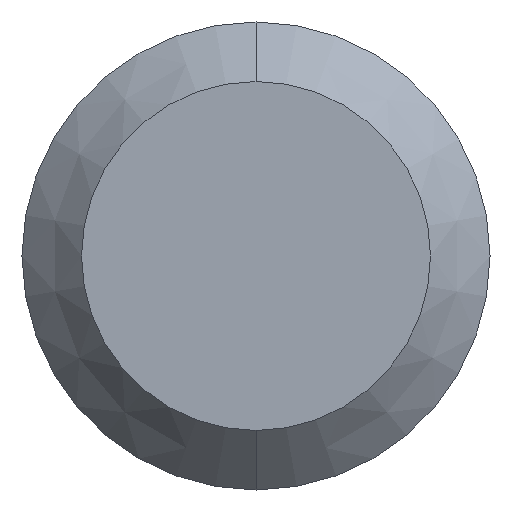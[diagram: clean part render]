
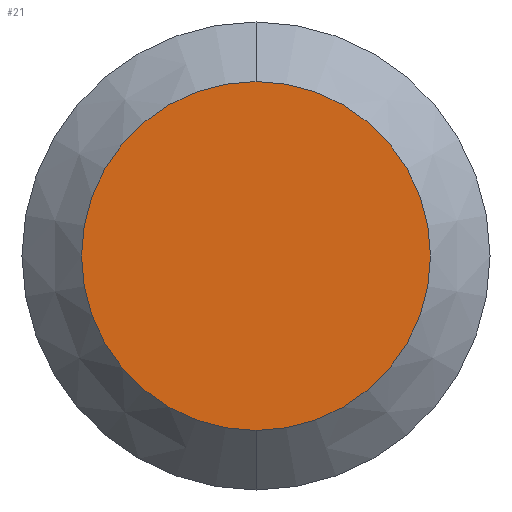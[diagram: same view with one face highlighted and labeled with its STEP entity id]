
A CAD part, front view. The second image highlights one B-rep face of the part: STEP entity #21.
In plain terms, the highlighted planar face has unit normal (0, -1, 0).
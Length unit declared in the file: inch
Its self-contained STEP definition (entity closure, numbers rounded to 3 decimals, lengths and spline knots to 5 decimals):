
#9 = CARTESIAN_POINT ( 'NONE',  ( 0., 0., 0.05859 ) ) ;
#21 = ADVANCED_FACE ( 'NONE', ( #86 ), #97, .F. ) ;
#26 = DIRECTION ( 'NONE',  ( 0., -1., 0. ) ) ;
#39 = DIRECTION ( 'NONE',  ( 0., 0., 1. ) ) ;
#41 = DIRECTION ( 'NONE',  ( 0., -1., 0. ) ) ;
#57 = CARTESIAN_POINT ( 'NONE',  ( 0., 0., 0. ) ) ;
#66 = CARTESIAN_POINT ( 'NONE',  ( 0., 0., 0. ) ) ;
#71 = EDGE_CURVE ( 'NONE', #232, #134, #264, .T. ) ;
#86 = FACE_OUTER_BOUND ( 'NONE', #254, .T. ) ;
#89 = CARTESIAN_POINT ( 'NONE',  ( 0., 0., -0.05859 ) ) ;
#97 = PLANE ( 'NONE',  #189 ) ;
#117 = EDGE_CURVE ( 'NONE', #134, #232, #169, .T. ) ;
#134 = VERTEX_POINT ( 'NONE', #89 ) ;
#142 = AXIS2_PLACEMENT_3D ( 'NONE', #66, #26, #234 ) ;
#151 = DIRECTION ( 'NONE',  ( 0., 0., 1. ) ) ;
#164 = AXIS2_PLACEMENT_3D ( 'NONE', #57, #41, #39 ) ;
#169 = CIRCLE ( 'NONE', #142, 0.05859 ) ;
#170 = ORIENTED_EDGE ( 'NONE', *, *, #71, .T. ) ;
#189 = AXIS2_PLACEMENT_3D ( 'NONE', #204, #252, #151 ) ;
#204 = CARTESIAN_POINT ( 'NONE',  ( 0., 0., 0. ) ) ;
#220 = ORIENTED_EDGE ( 'NONE', *, *, #117, .T. ) ;
#232 = VERTEX_POINT ( 'NONE', #9 ) ;
#234 = DIRECTION ( 'NONE',  ( 0., 0., 1. ) ) ;
#252 = DIRECTION ( 'NONE',  ( 0., 1., 0. ) ) ;
#254 = EDGE_LOOP ( 'NONE', ( #170, #220 ) ) ;
#264 = CIRCLE ( 'NONE', #164, 0.05859 ) ;
